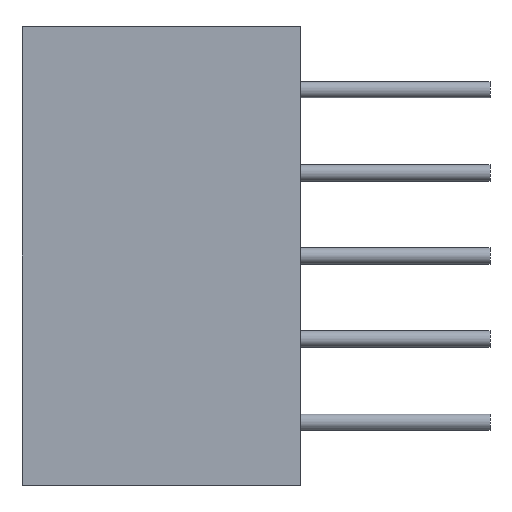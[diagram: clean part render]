
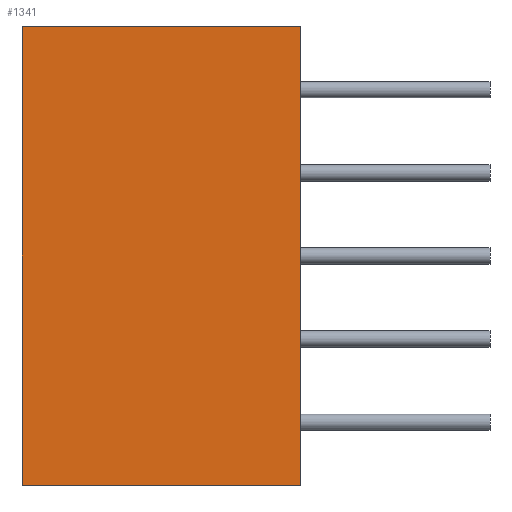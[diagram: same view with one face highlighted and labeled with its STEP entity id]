
A CAD part, left-side view. The second image highlights one B-rep face of the part: STEP entity #1341.
In plain terms, the highlighted planar face has unit normal (-1, 0, 0).
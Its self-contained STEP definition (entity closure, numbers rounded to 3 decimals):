
#70 = VERTEX_POINT ( 'NONE', #243 ) ;
#141 = VECTOR ( 'NONE', #1224, 1000. ) ;
#222 = VERTEX_POINT ( 'NONE', #248 ) ;
#243 = CARTESIAN_POINT ( 'NONE',  ( -3.75, 0., 7. ) ) ;
#248 = CARTESIAN_POINT ( 'NONE',  ( -3.75, 8.5, -7. ) ) ;
#467 = VERTEX_POINT ( 'NONE', #757 ) ;
#578 = FACE_OUTER_BOUND ( 'NONE', #2856, .T. ) ;
#638 = CARTESIAN_POINT ( 'NONE',  ( -3.75, 8.5, 7. ) ) ;
#757 = CARTESIAN_POINT ( 'NONE',  ( -3.75, 8.5, 7. ) ) ;
#795 = CARTESIAN_POINT ( 'NONE',  ( -3.75, 8.5, -7. ) ) ;
#879 = DIRECTION ( 'NONE',  ( 0., -1., 0. ) ) ;
#965 = VECTOR ( 'NONE', #978, 1000. ) ;
#978 = DIRECTION ( 'NONE',  ( 0., 0., 1. ) ) ;
#1142 = LINE ( 'NONE', #795, #965 ) ;
#1188 = EDGE_CURVE ( 'NONE', #1635, #70, #1217, .T. ) ;
#1197 = CARTESIAN_POINT ( 'NONE',  ( -3.75, 8.5, -7. ) ) ;
#1217 = LINE ( 'NONE', #2464, #1804 ) ;
#1224 = DIRECTION ( 'NONE',  ( 0., -1., 0. ) ) ;
#1258 = ORIENTED_EDGE ( 'NONE', *, *, #2002, .F. ) ;
#1259 = ORIENTED_EDGE ( 'NONE', *, *, #2472, .T. ) ;
#1341 = ADVANCED_FACE ( 'NONE', ( #578 ), #2648, .F. ) ;
#1635 = VERTEX_POINT ( 'NONE', #2891 ) ;
#1804 = VECTOR ( 'NONE', #2465, 1000. ) ;
#1977 = LINE ( 'NONE', #638, #2628 ) ;
#2002 = EDGE_CURVE ( 'NONE', #222, #467, #1142, .T. ) ;
#2111 = EDGE_CURVE ( 'NONE', #467, #70, #1977, .T. ) ;
#2119 = AXIS2_PLACEMENT_3D ( 'NONE', #2590, #2593, #2585 ) ;
#2179 = ORIENTED_EDGE ( 'NONE', *, *, #1188, .T. ) ;
#2464 = CARTESIAN_POINT ( 'NONE',  ( -3.75, 0., -7. ) ) ;
#2465 = DIRECTION ( 'NONE',  ( 0., 0., 1. ) ) ;
#2472 = EDGE_CURVE ( 'NONE', #222, #1635, #2491, .T. ) ;
#2491 = LINE ( 'NONE', #1197, #141 ) ;
#2585 = DIRECTION ( 'NONE',  ( 0., 0., -1. ) ) ;
#2590 = CARTESIAN_POINT ( 'NONE',  ( -3.75, 8.5, -7. ) ) ;
#2593 = DIRECTION ( 'NONE',  ( 1., 0., 0. ) ) ;
#2628 = VECTOR ( 'NONE', #879, 1000. ) ;
#2648 = PLANE ( 'NONE',  #2119 ) ;
#2652 = ORIENTED_EDGE ( 'NONE', *, *, #2111, .F. ) ;
#2856 = EDGE_LOOP ( 'NONE', ( #2179, #2652, #1258, #1259 ) ) ;
#2891 = CARTESIAN_POINT ( 'NONE',  ( -3.75, 0., -7. ) ) ;
